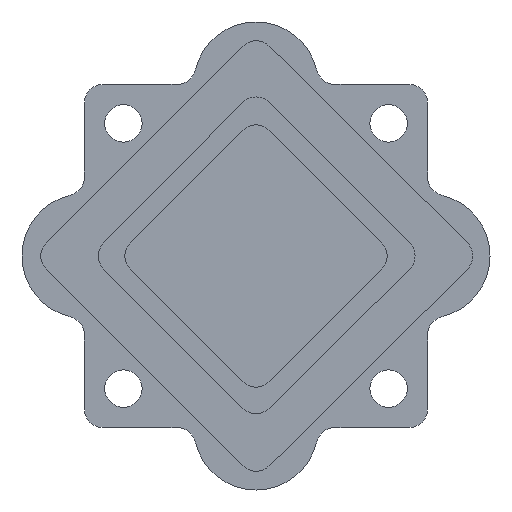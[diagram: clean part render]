
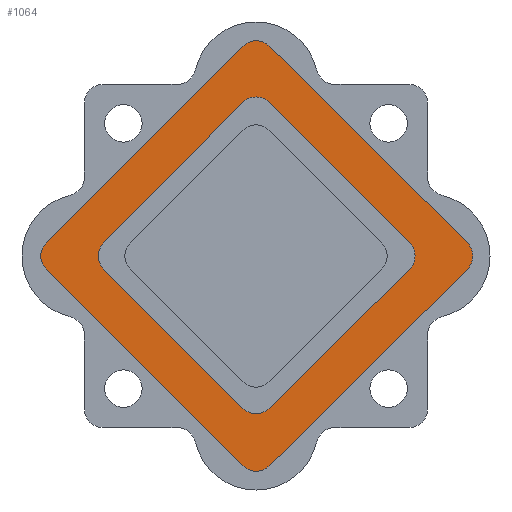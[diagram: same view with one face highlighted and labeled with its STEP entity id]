
A CAD part, front view. The second image highlights one B-rep face of the part: STEP entity #1064.
In plain terms, the highlighted planar face has unit normal (0, -1, 0).
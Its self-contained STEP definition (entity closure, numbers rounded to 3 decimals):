
#21=FACE_BOUND('',#151,.T.);
#40=PLANE('',#1198);
#87=FACE_OUTER_BOUND('',#150,.T.);
#150=EDGE_LOOP('',(#872,#873,#874,#875,#876,#877,#878,#879));
#151=EDGE_LOOP('',(#880,#881,#882,#883,#884,#885,#886,#887));
#224=LINE('',#1749,#316);
#234=LINE('',#1785,#326);
#237=LINE('',#1793,#329);
#241=LINE('',#1806,#333);
#245=LINE('',#1815,#337);
#246=LINE('',#1817,#338);
#247=LINE('',#1821,#339);
#248=LINE('',#1823,#340);
#316=VECTOR('',#1417,10.);
#326=VECTOR('',#1449,10.);
#329=VECTOR('',#1458,10.);
#333=VECTOR('',#1472,10.);
#337=VECTOR('',#1482,10.);
#338=VECTOR('',#1483,10.);
#339=VECTOR('',#1486,10.);
#340=VECTOR('',#1489,10.);
#401=CIRCLE('',#1175,1.2);
#409=CIRCLE('',#1186,1.2);
#410=CIRCLE('',#1189,1.2);
#411=CIRCLE('',#1192,1.2);
#412=CIRCLE('',#1194,1.2);
#413=CIRCLE('',#1197,1.2);
#414=CIRCLE('',#1199,1.2);
#415=CIRCLE('',#1200,1.2);
#486=VERTEX_POINT('',#1739);
#487=VERTEX_POINT('',#1741);
#489=VERTEX_POINT('',#1747);
#503=VERTEX_POINT('',#1779);
#504=VERTEX_POINT('',#1783);
#505=VERTEX_POINT('',#1787);
#506=VERTEX_POINT('',#1791);
#507=VERTEX_POINT('',#1795);
#508=VERTEX_POINT('',#1799);
#509=VERTEX_POINT('',#1800);
#510=VERTEX_POINT('',#1805);
#511=VERTEX_POINT('',#1809);
#512=VERTEX_POINT('',#1810);
#513=VERTEX_POINT('',#1816);
#514=VERTEX_POINT('',#1818);
#515=VERTEX_POINT('',#1820);
#614=EDGE_CURVE('',#486,#487,#401,.F.);
#618=EDGE_CURVE('',#489,#486,#224,.T.);
#634=EDGE_CURVE('',#503,#489,#409,.F.);
#636=EDGE_CURVE('',#504,#503,#234,.T.);
#638=EDGE_CURVE('',#505,#504,#410,.F.);
#640=EDGE_CURVE('',#506,#505,#237,.T.);
#642=EDGE_CURVE('',#507,#506,#411,.F.);
#643=EDGE_CURVE('',#508,#509,#412,.T.);
#646=EDGE_CURVE('',#508,#510,#241,.T.);
#648=EDGE_CURVE('',#511,#512,#413,.T.);
#651=EDGE_CURVE('',#511,#509,#245,.T.);
#652=EDGE_CURVE('',#513,#512,#246,.T.);
#653=EDGE_CURVE('',#513,#514,#414,.T.);
#654=EDGE_CURVE('',#515,#514,#247,.T.);
#655=EDGE_CURVE('',#515,#510,#415,.T.);
#656=EDGE_CURVE('',#487,#507,#248,.T.);
#872=ORIENTED_EDGE('',*,*,#643,.T.);
#873=ORIENTED_EDGE('',*,*,#651,.F.);
#874=ORIENTED_EDGE('',*,*,#648,.T.);
#875=ORIENTED_EDGE('',*,*,#652,.F.);
#876=ORIENTED_EDGE('',*,*,#653,.T.);
#877=ORIENTED_EDGE('',*,*,#654,.F.);
#878=ORIENTED_EDGE('',*,*,#655,.T.);
#879=ORIENTED_EDGE('',*,*,#646,.F.);
#880=ORIENTED_EDGE('',*,*,#640,.F.);
#881=ORIENTED_EDGE('',*,*,#642,.F.);
#882=ORIENTED_EDGE('',*,*,#656,.F.);
#883=ORIENTED_EDGE('',*,*,#614,.F.);
#884=ORIENTED_EDGE('',*,*,#618,.F.);
#885=ORIENTED_EDGE('',*,*,#634,.F.);
#886=ORIENTED_EDGE('',*,*,#636,.F.);
#887=ORIENTED_EDGE('',*,*,#638,.F.);
#1064=ADVANCED_FACE('',(#87,#21),#40,.F.);
#1175=AXIS2_PLACEMENT_3D('',#1742,#1410,#1411);
#1186=AXIS2_PLACEMENT_3D('',#1781,#1444,#1445);
#1189=AXIS2_PLACEMENT_3D('',#1789,#1453,#1454);
#1192=AXIS2_PLACEMENT_3D('',#1797,#1462,#1463);
#1194=AXIS2_PLACEMENT_3D('',#1801,#1466,#1467);
#1197=AXIS2_PLACEMENT_3D('',#1811,#1476,#1477);
#1198=AXIS2_PLACEMENT_3D('',#1814,#1480,#1481);
#1199=AXIS2_PLACEMENT_3D('',#1819,#1484,#1485);
#1200=AXIS2_PLACEMENT_3D('',#1822,#1487,#1488);
#1410=DIRECTION('center_axis',(0.,1.,0.));
#1411=DIRECTION('ref_axis',(-0.002,0.,-1.));
#1417=DIRECTION('',(0.707,0.,-0.707));
#1444=DIRECTION('center_axis',(0.,1.,0.));
#1445=DIRECTION('ref_axis',(-1.,0.,-0.002));
#1449=DIRECTION('',(-0.704,0.,-0.71));
#1453=DIRECTION('center_axis',(0.,1.,0.));
#1454=DIRECTION('ref_axis',(-0.002,0.,1.));
#1458=DIRECTION('',(-0.707,0.,0.707));
#1462=DIRECTION('center_axis',(0.,1.,0.));
#1463=DIRECTION('ref_axis',(1.,0.,-0.002));
#1466=DIRECTION('center_axis',(0.,-1.,0.));
#1467=DIRECTION('ref_axis',(-1.,0.,0.));
#1472=DIRECTION('',(0.707,0.,0.707));
#1476=DIRECTION('center_axis',(0.,-1.,0.));
#1477=DIRECTION('ref_axis',(-0.002,0.,-1.));
#1480=DIRECTION('center_axis',(0.,1.,0.));
#1481=DIRECTION('ref_axis',(0.,0.,1.));
#1482=DIRECTION('',(-0.707,0.,0.707));
#1483=DIRECTION('',(-0.71,0.,-0.705));
#1484=DIRECTION('center_axis',(0.,-1.,0.));
#1485=DIRECTION('ref_axis',(1.,0.,0.));
#1486=DIRECTION('',(0.71,0.,-0.705));
#1487=DIRECTION('center_axis',(0.,-1.,0.));
#1488=DIRECTION('ref_axis',(-0.002,0.,1.));
#1489=DIRECTION('',(0.71,0.,0.704));
#1739=CARTESIAN_POINT('',(-33.845,2.2,23.245));
#1741=CARTESIAN_POINT('',(-32.151,2.2,23.241));
#1742=CARTESIAN_POINT('Origin',(-32.996,2.2,24.093));
#1747=CARTESIAN_POINT('',(-42.755,2.2,32.155));
#1749=CARTESIAN_POINT('',(-43.6,2.2,33.));
#1779=CARTESIAN_POINT('',(-42.759,2.2,33.849));
#1781=CARTESIAN_POINT('Origin',(-41.907,2.2,33.004));
#1783=CARTESIAN_POINT('',(-33.849,2.2,42.843));
#1785=CARTESIAN_POINT('',(-33.,2.2,43.7));
#1787=CARTESIAN_POINT('',(-32.147,2.2,42.847));
#1789=CARTESIAN_POINT('Origin',(-32.996,2.2,41.999));
#1791=CARTESIAN_POINT('',(-23.153,2.2,33.853));
#1793=CARTESIAN_POINT('',(-22.3,2.2,33.));
#1795=CARTESIAN_POINT('',(-23.157,2.2,32.151));
#1797=CARTESIAN_POINT('Origin',(-24.001,2.2,33.004));
#1799=CARTESIAN_POINT('',(-46.451,2.2,33.849));
#1800=CARTESIAN_POINT('',(-46.451,2.2,32.151));
#1801=CARTESIAN_POINT('Origin',(-45.603,2.2,33.));
#1805=CARTESIAN_POINT('',(-33.846,2.2,46.454));
#1806=CARTESIAN_POINT('',(-47.3,2.2,33.));
#1809=CARTESIAN_POINT('',(-33.846,2.2,19.546));
#1810=CARTESIAN_POINT('',(-32.151,2.2,19.543));
#1811=CARTESIAN_POINT('Origin',(-32.997,2.2,20.394));
#1814=CARTESIAN_POINT('Origin',(-32.95,2.2,33.));
#1815=CARTESIAN_POINT('',(-33.,2.2,18.7));
#1816=CARTESIAN_POINT('',(-19.457,2.2,32.149));
#1817=CARTESIAN_POINT('',(-18.6,2.2,33.));
#1818=CARTESIAN_POINT('',(-19.457,2.2,33.851));
#1819=CARTESIAN_POINT('Origin',(-20.303,2.2,33.));
#1820=CARTESIAN_POINT('',(-32.151,2.2,46.457));
#1821=CARTESIAN_POINT('',(-33.,2.2,47.3));
#1822=CARTESIAN_POINT('Origin',(-32.997,2.2,45.606));
#1823=CARTESIAN_POINT('',(-33.,2.2,22.4));
